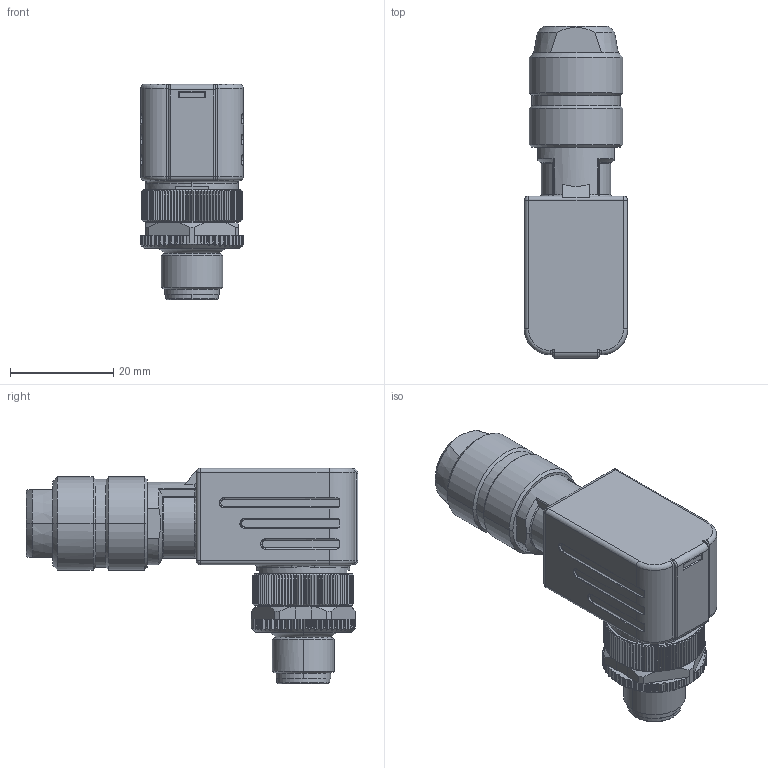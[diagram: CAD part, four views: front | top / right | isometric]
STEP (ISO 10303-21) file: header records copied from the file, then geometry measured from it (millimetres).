
FILE_DESCRIPTION(('CATIA V5 STEP Exchange','CAx-IF Rec.Pracs.--- Model Styling and Organization---1.5--- 2016-08-15','CAx-IF Rec.Pracs.---Supplemental Geometry---1.0---2011-11-01','CAx-IF Rec.Pracs.--- Composite Materials ---1.1---2010-07-15'),'2;1');
FILE_NAME ('007988-3_0', '2025-11-24T09:02:13+00:00', ('none'), ('Weidmueller'), 'CATIA Version 5-6 Release 2024 SP4', 'CATIA V5 STEP AP214 v3', 'none');
FILE_SCHEMA(('AUTOMOTIVE_DESIGN { 1 0 10303 214 1 1 1 1 }'));
Length unit declared in the file: millimetre
Products named in the file (1): 1160550000
Bounding box: 20.16 x 64.4 x 41.8 mm (x, y, z)
Volume: 22446.2 mm3; surface area: 7115.4 mm2
Topology: 1 solids, 2 shells, 1075 faces, 2692 edges, 1615 vertices
Faces by surface type: plane 409, cylinder 367, cone 235, torus 40, sphere 22, bspline 2
Entity records: 33233 total; most frequent: CARTESIAN_POINT 9728, ORIENTED_EDGE 5344, DIRECTION 3926, EDGE_CURVE 2672, AXIS2_PLACEMENT_3D 1838, VERTEX_POINT 1615, EDGE_LOOP 1097, ADVANCED_FACE 1075
